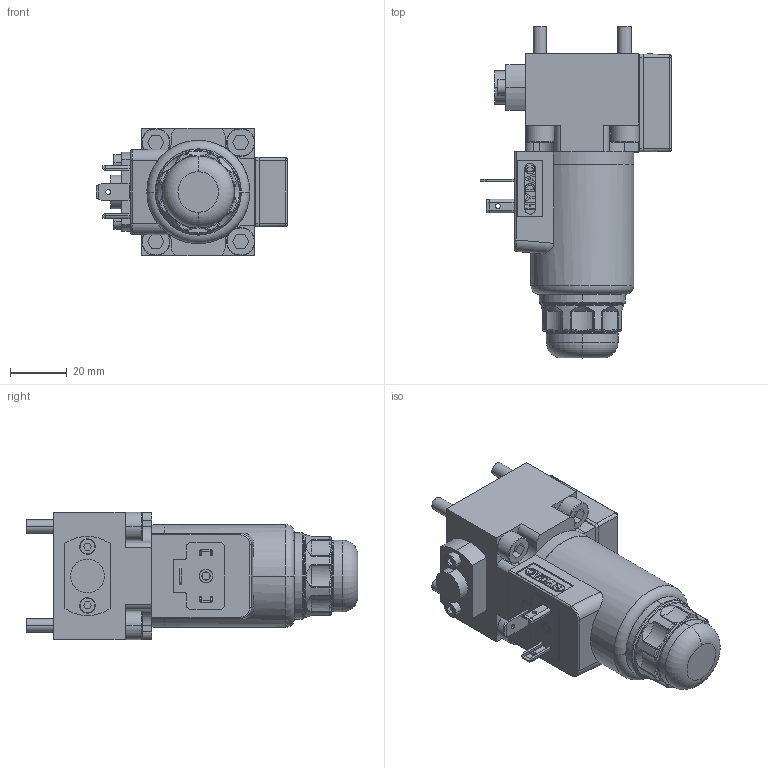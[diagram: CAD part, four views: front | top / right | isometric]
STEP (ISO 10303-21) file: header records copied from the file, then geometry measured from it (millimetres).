
FILE_DESCRIPTION (( 'STEP AP214' ), '1' );
FILE_NAME ('WVH-4B_2-2.STEP', '2023-07-07T12:01:03', ( '' ), ( '' ), 'SwSTEP 2.0', 'SolidWorks 2022', '' );
FILE_SCHEMA (( 'AUTOMOTIVE_DESIGN' ));
Length unit declared in the file: millimetre
Products named in the file (1): WVH-4B_2-2
Bounding box: 67.8 x 117.3 x 45 mm (x, y, z)
Volume: 146697.9 mm3; surface area: 24402.4 mm2
Topology: 1 solids, 25 shells, 1078 faces, 2649 edges, 1698 vertices
Faces by surface type: plane 597, cylinder 196, bspline 107, torus 102, cone 59, sphere 17
Entity records: 45567 total; most frequent: CARTESIAN_POINT 10539, ORIENTED_EDGE 5282, DIRECTION 4891, EDGE_CURVE 2641, VERTEX_POINT 1698, LINE 1651, VECTOR 1651, AXIS2_PLACEMENT_3D 1620
